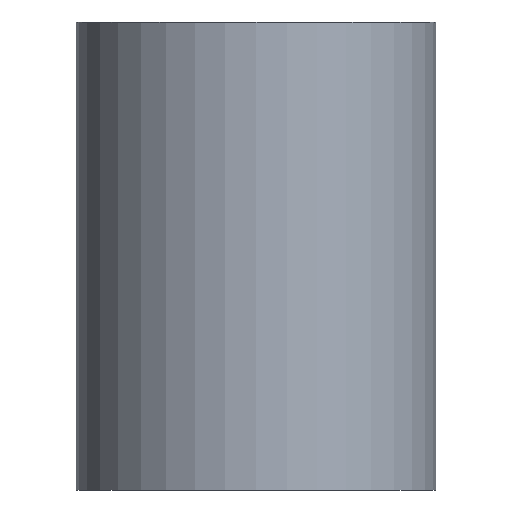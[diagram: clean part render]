
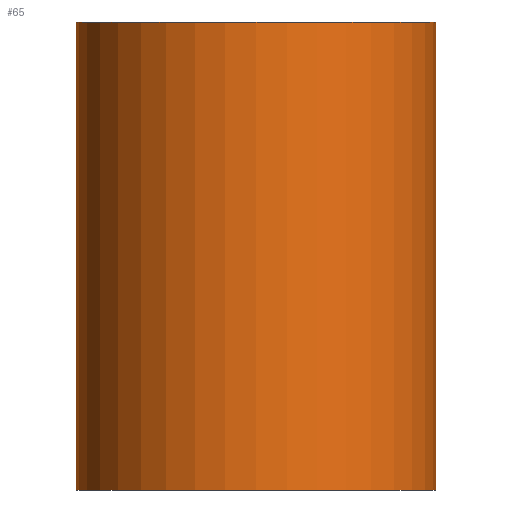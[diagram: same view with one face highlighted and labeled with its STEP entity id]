
A CAD part, front view. The second image highlights one B-rep face of the part: STEP entity #65.
In plain terms, the highlighted cylindrical face has radius 9.75 mm (diameter 19.5 mm), a partial arc.
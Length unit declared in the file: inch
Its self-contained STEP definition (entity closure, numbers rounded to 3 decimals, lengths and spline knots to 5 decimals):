
#6 = CARTESIAN_POINT ( 'NONE',  ( 0.38386, 0., 0.5 ) ) ;
#13 = VERTEX_POINT ( 'NONE', #344 ) ;
#17 = EDGE_LOOP ( 'NONE', ( #186, #157, #95, #155 ) ) ;
#27 = CARTESIAN_POINT ( 'NONE',  ( 0., 0., 0.5 ) ) ;
#39 = LINE ( 'NONE', #227, #282 ) ;
#58 = DIRECTION ( 'NONE',  ( 1., 0., 0. ) ) ;
#61 = DIRECTION ( 'NONE',  ( 0., 0., -1. ) ) ;
#63 = EDGE_CURVE ( 'NONE', #294, #290, #81, .T. ) ;
#65 = ADVANCED_FACE ( 'NONE', ( #137 ), #242, .T. ) ;
#79 = DIRECTION ( 'NONE',  ( 0., 0., 1. ) ) ;
#81 = CIRCLE ( 'NONE', #300, 0.38386 ) ;
#88 = VERTEX_POINT ( 'NONE', #6 ) ;
#95 = ORIENTED_EDGE ( 'NONE', *, *, #238, .T. ) ;
#106 = CARTESIAN_POINT ( 'NONE',  ( 0., 0., 0.5 ) ) ;
#110 = DIRECTION ( 'NONE',  ( -1., 0., 0. ) ) ;
#120 = AXIS2_PLACEMENT_3D ( 'NONE', #106, #79, #58 ) ;
#122 = EDGE_CURVE ( 'NONE', #13, #88, #293, .T. ) ;
#130 = CARTESIAN_POINT ( 'NONE',  ( -0.38386, 0., -0.5 ) ) ;
#137 = FACE_OUTER_BOUND ( 'NONE', #17, .T. ) ;
#140 = CARTESIAN_POINT ( 'NONE',  ( 0., 0., -0.5 ) ) ;
#155 = ORIENTED_EDGE ( 'NONE', *, *, #63, .T. ) ;
#157 = ORIENTED_EDGE ( 'NONE', *, *, #122, .F. ) ;
#186 = ORIENTED_EDGE ( 'NONE', *, *, #271, .F. ) ;
#224 = LINE ( 'NONE', #308, #264 ) ;
#227 = CARTESIAN_POINT ( 'NONE',  ( 0.38386, 0., 0.5 ) ) ;
#230 = DIRECTION ( 'NONE',  ( 0., 0., -1. ) ) ;
#233 = AXIS2_PLACEMENT_3D ( 'NONE', #27, #275, #110 ) ;
#238 = EDGE_CURVE ( 'NONE', #13, #294, #224, .T. ) ;
#242 = CYLINDRICAL_SURFACE ( 'NONE', #233, 0.38386 ) ;
#264 = VECTOR ( 'NONE', #230, 39.37008 ) ;
#271 = EDGE_CURVE ( 'NONE', #88, #290, #39, .T. ) ;
#275 = DIRECTION ( 'NONE',  ( 0., 0., -1. ) ) ;
#282 = VECTOR ( 'NONE', #61, 39.37008 ) ;
#290 = VERTEX_POINT ( 'NONE', #335 ) ;
#293 = CIRCLE ( 'NONE', #120, 0.38386 ) ;
#294 = VERTEX_POINT ( 'NONE', #130 ) ;
#300 = AXIS2_PLACEMENT_3D ( 'NONE', #140, #301, #306 ) ;
#301 = DIRECTION ( 'NONE',  ( 0., 0., 1. ) ) ;
#306 = DIRECTION ( 'NONE',  ( 1., 0., 0. ) ) ;
#308 = CARTESIAN_POINT ( 'NONE',  ( -0.38386, 0., 0.5 ) ) ;
#335 = CARTESIAN_POINT ( 'NONE',  ( 0.38386, 0., -0.5 ) ) ;
#344 = CARTESIAN_POINT ( 'NONE',  ( -0.38386, 0., 0.5 ) ) ;
